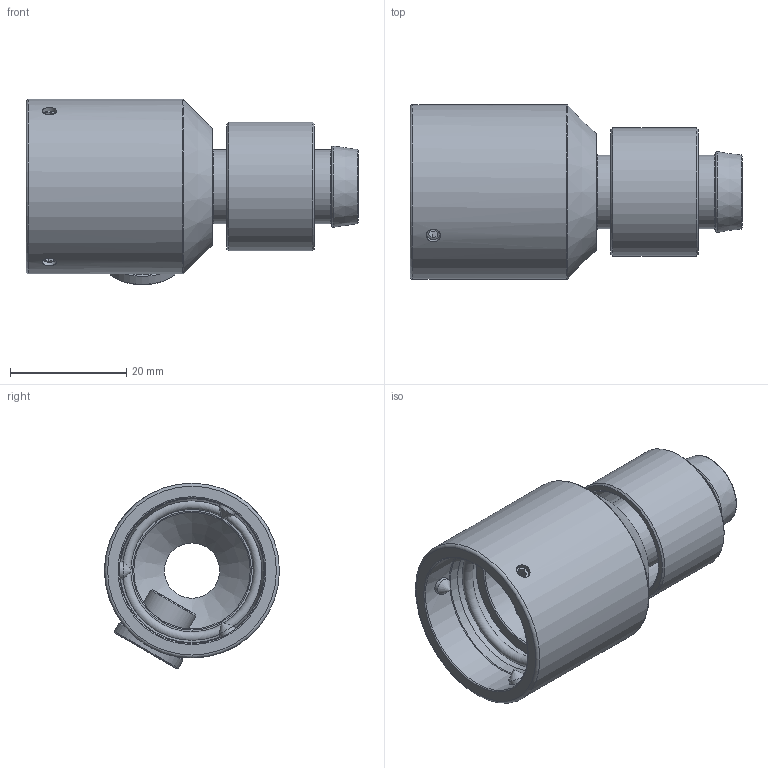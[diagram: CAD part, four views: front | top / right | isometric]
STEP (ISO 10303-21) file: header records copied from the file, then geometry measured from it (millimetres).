
FILE_DESCRIPTION(/* description */ (''),/* implementation_level */ '2;1');
FILE_NAME(/* name */ 'TrustLink MS Hose Stud A-B for CCP PBOF.stp',/* time_stamp */ '2021-03-09T14:32:46+01:00',/* author */ ('sh'),/* organization */ (''),/* preprocessor_version */ 'ST-DEVELOPER v17.2',/* originating_system */ 'Autodesk Inventor 2019',/* authorisation */ '');
FILE_SCHEMA (('AUTOMOTIVE_DESIGN { 1 0 10303 214 3 1 1 }'));
Length unit declared in the file: millimetre
Products named in the file (1): TrustLink MS Hose Stud A-B for CCP PBOF
Bounding box: 57 x 30 x 31.84 mm (x, y, z)
Volume: 13847.4 mm3; surface area: 10396.4 mm2
Topology: 2 solids, 4 shells, 98 faces, 268 edges, 183 vertices
Faces by surface type: plane 43, cone 23, cylinder 18, torus 14
Full cylindrical faces by diameter (mm): 2.459 x3, 3 x3, 9 x2, 9.5 x1, 12.7 x2, 19.1 x1, 20 x1, 22.1 x1, 24 x2, 25 x1, 30 x1
Entity records: 3557 total; most frequent: CARTESIAN_POINT 844, DIRECTION 550, ORIENTED_EDGE 524, EDGE_CURVE 262, AXIS2_PLACEMENT_3D 224, VERTEX_POINT 183, CIRCLE 125, EDGE_LOOP 117
